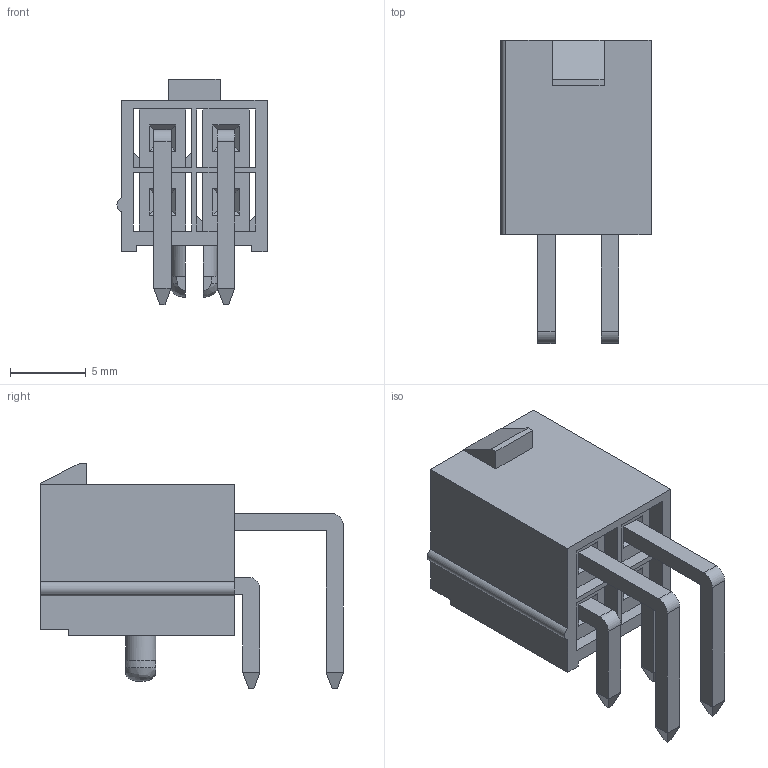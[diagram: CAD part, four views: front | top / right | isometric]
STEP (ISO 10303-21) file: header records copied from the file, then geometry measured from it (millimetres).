
FILE_DESCRIPTION(/* description */ ('Unknown'),/* implementation_level */ '2;1');
FILE_NAME(/* name */ 'J_Wurth_WR-MPC4_649004227222',/* time_stamp */ '2025-06-17T09:30:07+08:00',/* author */ ('Unknown'),/* organization */ ('Unknown'),/* preprocessor_version */ 'ST-DEVELOPER v19.4',/* originating_system */ 'Solid Edge',/* authorisation */ 'Unknown');
FILE_SCHEMA (('AUTOMOTIVE_DESIGN {1 0 10303 214 3 1 1}'));
Length unit declared in the file: millimetre
Products named in the file (2): J_Wurth_WR-MPC4_649004227222
Assembly tree (1 placements, depth 2):
  J_Wurth_WR-MPC4_649004227222
    J_Wurth_WR-MPC4_649004227222
Bounding box: 9.9 x 19.97 x 14.9 mm (x, y, z)
Volume: 697.6 mm3; surface area: 1844.5 mm2
Topology: 1 solids, 1 shells, 177 faces, 445 edges, 278 vertices
Faces by surface type: plane 166, cylinder 7, bspline 4
Entity records: 6730 total; most frequent: CARTESIAN_POINT 1255, ORIENTED_EDGE 890, DIRECTION 783, EDGE_CURVE 445, LINE 409, VECTOR 409, VERTEX_POINT 278, EDGE_LOOP 201
